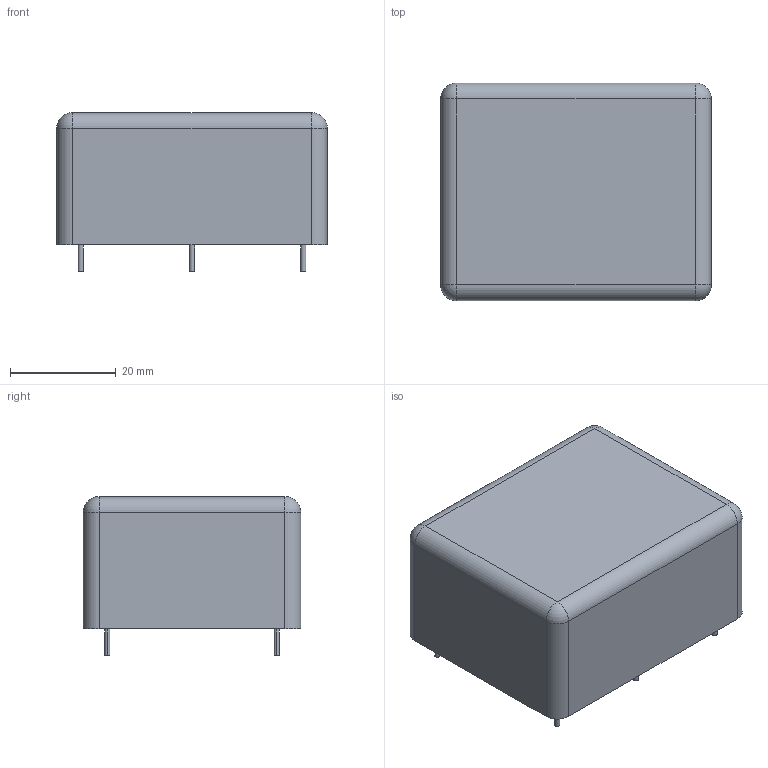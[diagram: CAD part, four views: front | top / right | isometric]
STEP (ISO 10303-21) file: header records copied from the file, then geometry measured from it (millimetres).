
FILE_DESCRIPTION(('CATIA V5 STEP Exchange','CAx-IF Rec.Pracs.--- Model Styling and Organization---1.4--- 2014-01-23'),'2;1');
FILE_NAME('OCXO_8663.stp','2025-07-15T11:36:45+00:00',('none'),('none'),'CATIA Version 5-6 Release 2016 SP6 HF32','CATIA V5 STEP AP214','none');
FILE_SCHEMA(('AUTOMOTIVE_DESIGN { 1 0 10303 214 1 1 1 1 }'));
Length unit declared in the file: millimetre
Products named in the file (1): OCXO_8663
Bounding box: 51.1 x 41.1 x 30 mm (x, y, z)
Volume: 51993.7 mm3; surface area: 8509.9 mm2
Topology: 1 solids, 1 shells, 33 faces, 70 edges, 40 vertices
Faces by surface type: cylinder 18, plane 11, sphere 4
Entity records: 825 total; most frequent: ORIENTED_EDGE 132, CARTESIAN_POINT 131, DIRECTION 114, EDGE_CURVE 66, AXIS2_PLACEMENT_3D 61, VERTEX_POINT 40, EDGE_LOOP 38, CIRCLE 36
